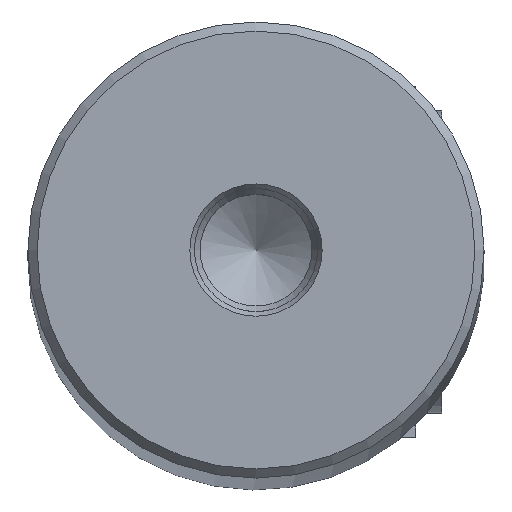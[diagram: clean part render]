
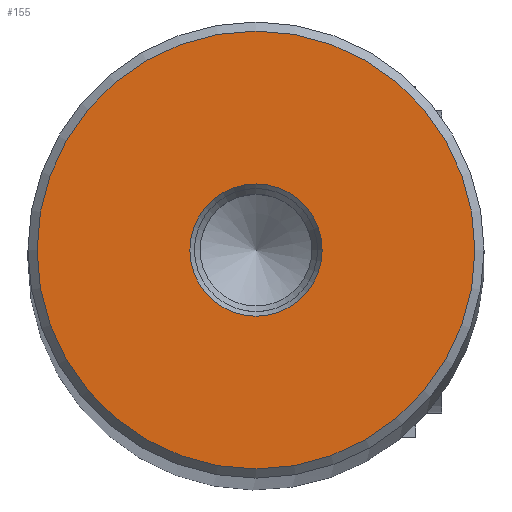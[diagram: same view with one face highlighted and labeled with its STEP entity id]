
A CAD part, top view. The second image highlights one B-rep face of the part: STEP entity #155.
In plain terms, the highlighted planar face has unit normal (0, 0, 1).
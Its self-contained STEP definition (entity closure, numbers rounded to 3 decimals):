
#124=FACE_BOUND('',#239,.T.);
#125=FACE_BOUND('',#240,.T.);
#155=ADVANCED_FACE('',(#124,#125),#194,.F.);
#194=PLANE('',#703);
#239=EDGE_LOOP('',(#387));
#240=EDGE_LOOP('',(#388));
#387=ORIENTED_EDGE('',*,*,#596,.T.);
#388=ORIENTED_EDGE('',*,*,#597,.T.);
#541=VERTEX_POINT('',#971);
#542=VERTEX_POINT('',#973);
#596=EDGE_CURVE('',#541,#541,#668,.T.);
#597=EDGE_CURVE('',#542,#542,#669,.T.);
#668=CIRCLE('',#701,14.5);
#669=CIRCLE('',#702,48.);
#701=AXIS2_PLACEMENT_3D('',#970,#780,#781);
#702=AXIS2_PLACEMENT_3D('',#972,#782,#783);
#703=AXIS2_PLACEMENT_3D('',#974,#784,#785);
#780=DIRECTION('',(0.,0.,-1.));
#781=DIRECTION('',(0.,1.,0.));
#782=DIRECTION('',(0.,0.,1.));
#783=DIRECTION('',(0.,1.,0.));
#784=DIRECTION('',(0.,0.,-1.));
#785=DIRECTION('',(0.,1.,0.));
#970=CARTESIAN_POINT('',(0.,0.,0.));
#971=CARTESIAN_POINT('',(0.,14.5,0.));
#972=CARTESIAN_POINT('',(0.,0.,0.));
#973=CARTESIAN_POINT('',(0.,48.,0.));
#974=CARTESIAN_POINT('',(0.,0.,0.));
